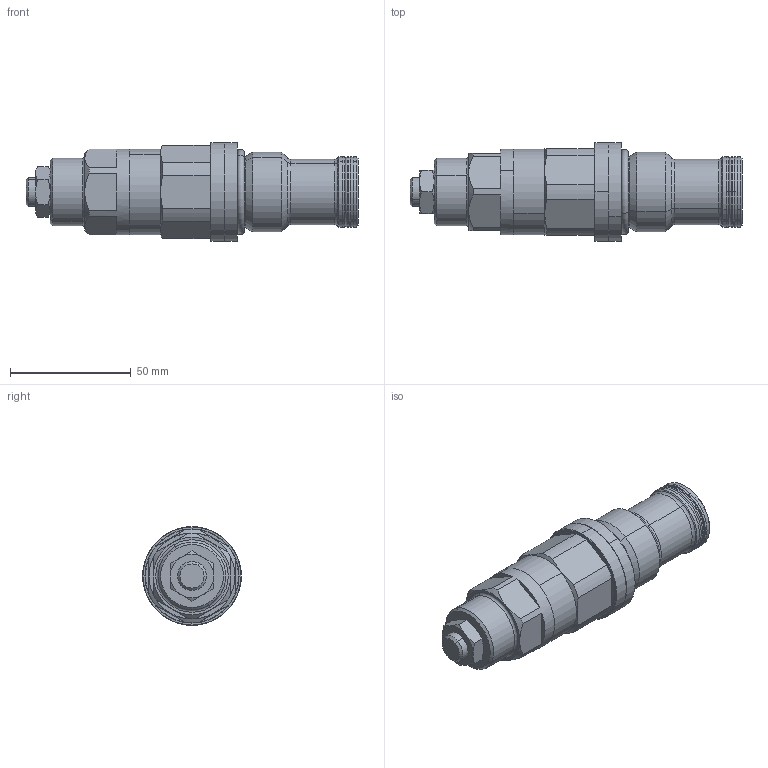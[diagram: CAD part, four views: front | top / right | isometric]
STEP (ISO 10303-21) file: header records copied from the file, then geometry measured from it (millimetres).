
FILE_DESCRIPTION (( 'STEP AP214' ), '1' );
FILE_NAME ('516.033B_Kunde.STEP', '2017-03-15T10:15:44', ( 'User' ), ( '' ), 'SwSTEP 2.0', 'SolidWorks 2016', '' );
FILE_SCHEMA (( 'AUTOMOTIVE_DESIGN' ));
Length unit declared in the file: millimetre
Products named in the file (1): 516.033B_Kunde
Bounding box: 137.5 x 41 x 41 mm (x, y, z)
Volume: 112688.3 mm3; surface area: 17672.3 mm2
Topology: 2 solids, 2 shells, 143 faces, 314 edges, 184 vertices
Faces by surface type: plane 43, cylinder 40, cone 38, torus 22
Entity records: 4920 total; most frequent: CARTESIAN_POINT 930, DIRECTION 732, ORIENTED_EDGE 628, AXIS2_PLACEMENT_3D 318, EDGE_CURVE 314, VERTEX_POINT 184, CIRCLE 174, EDGE_LOOP 154
